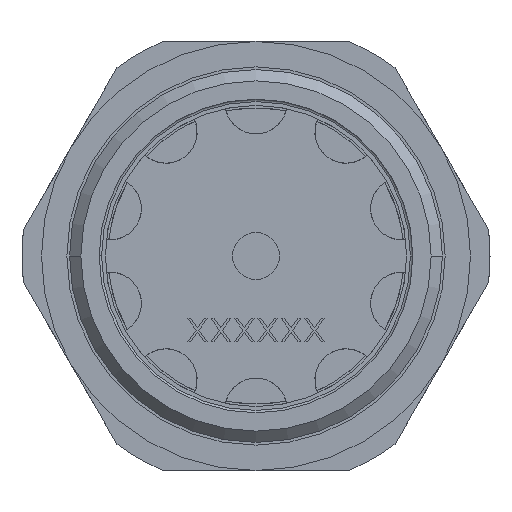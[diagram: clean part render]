
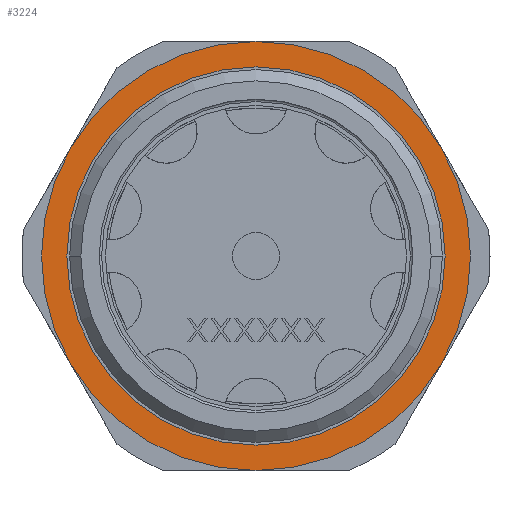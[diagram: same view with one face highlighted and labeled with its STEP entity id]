
A CAD part, front view. The second image highlights one B-rep face of the part: STEP entity #3224.
In plain terms, the highlighted planar face has unit normal (0, -1, 0).
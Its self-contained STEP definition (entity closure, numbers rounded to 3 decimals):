
#118=CARTESIAN_POINT('',(0.,-2.,0.));
#119=DIRECTION('',(0.,1.,0.));
#120=DIRECTION('',(1.,0.,0.));
#121=AXIS2_PLACEMENT_3D('',#118,#119,#120);
#127=CARTESIAN_POINT('',(0.,-2.,0.));
#128=DIRECTION('',(0.,-1.,0.));
#129=DIRECTION('',(1.,0.,0.));
#130=AXIS2_PLACEMENT_3D('',#127,#128,#129);
#136=CARTESIAN_POINT('',(0.,-2.,0.));
#137=DIRECTION('',(0.,-1.,0.));
#138=DIRECTION('',(1.,0.,0.));
#139=AXIS2_PLACEMENT_3D('',#136,#137,#138);
#141=CARTESIAN_POINT('',(0.,-2.,0.));
#142=DIRECTION('',(0.,1.,0.));
#143=DIRECTION('',(1.,0.,0.));
#144=AXIS2_PLACEMENT_3D('',#141,#142,#143);
#2527=CARTESIAN_POINT('',(27.5,-2.,0.));
#2528=CARTESIAN_POINT('',(-27.5,-2.,0.));
#2529=VERTEX_POINT('',#2527);
#2530=VERTEX_POINT('',#2528);
#2531=CARTESIAN_POINT('',(24.25,-2.,0.));
#2532=CARTESIAN_POINT('',(-24.25,-2.,0.));
#2533=VERTEX_POINT('',#2531);
#2534=VERTEX_POINT('',#2532);
#3209=CARTESIAN_POINT('',(0.,-2.,0.));
#3210=DIRECTION('',(0.,1.,0.));
#3211=DIRECTION('',(-1.,0.,0.));
#3212=AXIS2_PLACEMENT_3D('',#3209,#3210,#3211);
#3213=PLANE('',#3212);
#3215=ORIENTED_EDGE('',*,*,#3214,.F.);
#3217=ORIENTED_EDGE('',*,*,#3216,.T.);
#3218=EDGE_LOOP('',(#3215,#3217));
#3219=FACE_OUTER_BOUND('',#3218,.F.);
#3220=ORIENTED_EDGE('',*,*,#3189,.F.);
#3221=ORIENTED_EDGE('',*,*,#3203,.T.);
#3222=EDGE_LOOP('',(#3220,#3221));
#3223=FACE_BOUND('',#3222,.F.);
#3224=ADVANCED_FACE('',(#3219,#3223),#3213,.F.);
#122=CIRCLE('',#121,24.25);
#131=CIRCLE('',#130,24.25);
#140=CIRCLE('',#139,27.5);
#145=CIRCLE('',#144,27.5);
#3189=EDGE_CURVE('',#2533,#2534,#122,.T.);
#3203=EDGE_CURVE('',#2533,#2534,#131,.T.);
#3214=EDGE_CURVE('',#2529,#2530,#140,.T.);
#3216=EDGE_CURVE('',#2529,#2530,#145,.T.);
